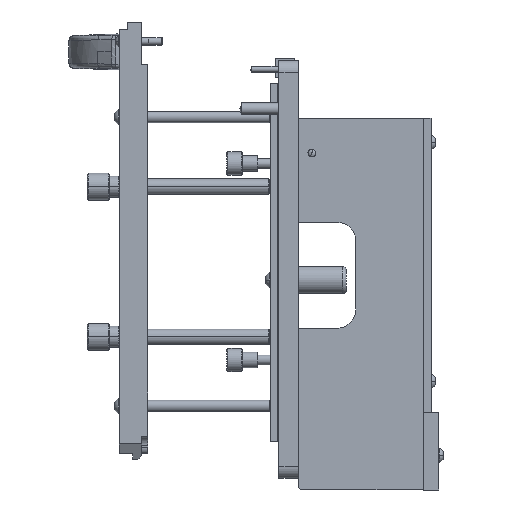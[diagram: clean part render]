
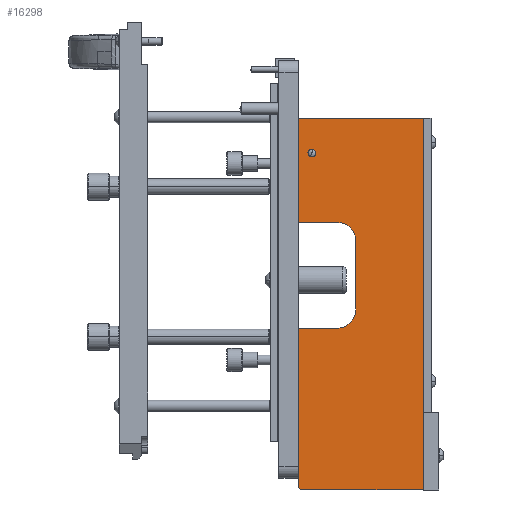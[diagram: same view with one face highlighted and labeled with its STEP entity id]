
A CAD part, left-side view. The second image highlights one B-rep face of the part: STEP entity #16298.
In plain terms, the highlighted face is planar.
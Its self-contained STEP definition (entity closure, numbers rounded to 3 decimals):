
#502 = CIRCLE ( 'NONE', #43240, 2. ) ;
#1612 = EDGE_CURVE ( 'NONE', #39913, #41450, #6724, .T. ) ;
#2076 = AXIS2_PLACEMENT_3D ( 'NONE', #20332, #16461, #31296 ) ;
#2804 = VERTEX_POINT ( 'NONE', #34202 ) ;
#4282 = ORIENTED_EDGE ( 'NONE', *, *, #47871, .F. ) ;
#4768 = EDGE_LOOP ( 'NONE', ( #47036, #41632 ) ) ;
#4959 = CARTESIAN_POINT ( 'NONE',  ( 5., 65., 12.5 ) ) ;
#5010 = EDGE_CURVE ( 'NONE', #32508, #29858, #41885, .T. ) ;
#5445 = VECTOR ( 'NONE', #11904, 1000. ) ;
#5846 = VECTOR ( 'NONE', #12144, 1000. ) ;
#5897 = VECTOR ( 'NONE', #21892, 1000. ) ;
#6309 = LINE ( 'NONE', #24775, #47639 ) ;
#6384 = CARTESIAN_POINT ( 'NONE',  ( 5., 65., 96.5 ) ) ;
#6714 = VERTEX_POINT ( 'NONE', #34404 ) ;
#6724 = CIRCLE ( 'NONE', #2076, 2. ) ;
#6862 = EDGE_CURVE ( 'NONE', #16359, #24892, #26508, .T. ) ;
#7511 = EDGE_CURVE ( 'NONE', #10647, #2804, #34294, .T. ) ;
#7762 = VECTOR ( 'NONE', #45474, 1000. ) ;
#8078 = EDGE_CURVE ( 'NONE', #41450, #39913, #502, .T. ) ;
#8143 = ORIENTED_EDGE ( 'NONE', *, *, #33469, .T. ) ;
#8362 = CARTESIAN_POINT ( 'NONE',  ( 5., 65., 96.5 ) ) ;
#8845 = CARTESIAN_POINT ( 'NONE',  ( 5., 45., 2.5 ) ) ;
#10010 = LINE ( 'NONE', #15283, #34645 ) ;
#10232 = ORIENTED_EDGE ( 'NONE', *, *, #29627, .F. ) ;
#10647 = VERTEX_POINT ( 'NONE', #19846 ) ;
#10731 = DIRECTION ( 'NONE',  ( 0., 0., 1. ) ) ;
#11865 = CARTESIAN_POINT ( 'NONE',  ( 5., 65., -96.5 ) ) ;
#11904 = DIRECTION ( 'NONE',  ( 0., 1., 0. ) ) ;
#12144 = DIRECTION ( 'NONE',  ( 0., -0.5, 0.866 ) ) ;
#12425 = CARTESIAN_POINT ( 'NONE',  ( 5., 57.9, -76.5 ) ) ;
#12567 = ORIENTED_EDGE ( 'NONE', *, *, #47517, .F. ) ;
#12641 = CARTESIAN_POINT ( 'NONE',  ( 5., 65., -42.5 ) ) ;
#13403 = CARTESIAN_POINT ( 'NONE',  ( 5., 63.845, 96.5 ) ) ;
#13857 = LINE ( 'NONE', #22112, #5897 ) ;
#15283 = CARTESIAN_POINT ( 'NONE',  ( 5., 65., 96.5 ) ) ;
#15689 = LINE ( 'NONE', #8362, #25957 ) ;
#15959 = VERTEX_POINT ( 'NONE', #38387 ) ;
#16298 = ADVANCED_FACE ( 'NONE', ( #36798, #22155 ), #32879, .F. ) ;
#16359 = VERTEX_POINT ( 'NONE', #36300 ) ;
#16461 = DIRECTION ( 'NONE',  ( -1., 0., 0. ) ) ;
#17099 = EDGE_CURVE ( 'NONE', #6714, #15959, #37198, .T. ) ;
#17588 = VERTEX_POINT ( 'NONE', #47541 ) ;
#19157 = AXIS2_PLACEMENT_3D ( 'NONE', #35931, #46441, #46697 ) ;
#19846 = CARTESIAN_POINT ( 'NONE',  ( 5., 45., -42.5 ) ) ;
#20332 = CARTESIAN_POINT ( 'NONE',  ( 5., 57.9, -78.5 ) ) ;
#20863 = AXIS2_PLACEMENT_3D ( 'NONE', #8845, #23681, #33991 ) ;
#21453 = DIRECTION ( 'NONE',  ( -1., 0., 0. ) ) ;
#21659 = VERTEX_POINT ( 'NONE', #32942 ) ;
#21892 = DIRECTION ( 'NONE',  ( 0., -1., 0. ) ) ;
#21909 = VECTOR ( 'NONE', #45566, 1000. ) ;
#22112 = CARTESIAN_POINT ( 'NONE',  ( 5., 65., 96.5 ) ) ;
#22155 = FACE_OUTER_BOUND ( 'NONE', #33447, .T. ) ;
#22431 = CARTESIAN_POINT ( 'NONE',  ( 5., 0., 96.5 ) ) ;
#22685 = LINE ( 'NONE', #22431, #21909 ) ;
#23264 = EDGE_CURVE ( 'NONE', #21659, #32508, #45606, .T. ) ;
#23681 = DIRECTION ( 'NONE',  ( 1., 0., 0. ) ) ;
#23900 = DIRECTION ( 'NONE',  ( 0., -1., 0. ) ) ;
#24775 = CARTESIAN_POINT ( 'NONE',  ( 5., 35., 2.5 ) ) ;
#24892 = VERTEX_POINT ( 'NONE', #13403 ) ;
#25957 = VECTOR ( 'NONE', #34405, 1000. ) ;
#26016 = CARTESIAN_POINT ( 'NONE',  ( 5., 65., 94.5 ) ) ;
#26508 = LINE ( 'NONE', #26016, #5846 ) ;
#26642 = ORIENTED_EDGE ( 'NONE', *, *, #23264, .F. ) ;
#27118 = AXIS2_PLACEMENT_3D ( 'NONE', #6384, #21453, #10731 ) ;
#27523 = EDGE_CURVE ( 'NONE', #17588, #15959, #22685, .T. ) ;
#29333 = CARTESIAN_POINT ( 'NONE',  ( 5., 57.9, -78.5 ) ) ;
#29627 = EDGE_CURVE ( 'NONE', #29858, #29878, #6309, .T. ) ;
#29858 = VERTEX_POINT ( 'NONE', #29897 ) ;
#29878 = VERTEX_POINT ( 'NONE', #33755 ) ;
#29897 = CARTESIAN_POINT ( 'NONE',  ( 5., 35., 2.5 ) ) ;
#30996 = DIRECTION ( 'NONE',  ( 0., 0., 1. ) ) ;
#31296 = DIRECTION ( 'NONE',  ( 0., 0., 1. ) ) ;
#31373 = ORIENTED_EDGE ( 'NONE', *, *, #31706, .F. ) ;
#31551 = CARTESIAN_POINT ( 'NONE',  ( 5., 57.9, -80.5 ) ) ;
#31706 = EDGE_CURVE ( 'NONE', #2804, #6714, #15689, .T. ) ;
#32508 = VERTEX_POINT ( 'NONE', #44649 ) ;
#32879 = PLANE ( 'NONE',  #27118 ) ;
#32942 = CARTESIAN_POINT ( 'NONE',  ( 5., 65., 12.5 ) ) ;
#33044 = ORIENTED_EDGE ( 'NONE', *, *, #5010, .F. ) ;
#33447 = EDGE_LOOP ( 'NONE', ( #12567, #34757, #8143, #43421, #40887, #31373, #42497, #4282, #10232, #33044, #26642 ) ) ;
#33469 = EDGE_CURVE ( 'NONE', #24892, #17588, #13857, .T. ) ;
#33755 = CARTESIAN_POINT ( 'NONE',  ( 5., 35., -32.5 ) ) ;
#33991 = DIRECTION ( 'NONE',  ( 0., 0., -1. ) ) ;
#34202 = CARTESIAN_POINT ( 'NONE',  ( 5., 65., -42.5 ) ) ;
#34294 = LINE ( 'NONE', #12641, #5445 ) ;
#34404 = CARTESIAN_POINT ( 'NONE',  ( 5., 65., -96.5 ) ) ;
#34405 = DIRECTION ( 'NONE',  ( 0., 0., -1. ) ) ;
#34645 = VECTOR ( 'NONE', #47771, 1000. ) ;
#34757 = ORIENTED_EDGE ( 'NONE', *, *, #6862, .T. ) ;
#35494 = CIRCLE ( 'NONE', #19157, 10. ) ;
#35931 = CARTESIAN_POINT ( 'NONE',  ( 5., 45., -32.5 ) ) ;
#36300 = CARTESIAN_POINT ( 'NONE',  ( 5., 65., 94.5 ) ) ;
#36798 = FACE_BOUND ( 'NONE', #4768, .T. ) ;
#36824 = VECTOR ( 'NONE', #23900, 1000. ) ;
#37198 = LINE ( 'NONE', #11865, #7762 ) ;
#38003 = DIRECTION ( 'NONE',  ( -1., 0., 0. ) ) ;
#38387 = CARTESIAN_POINT ( 'NONE',  ( 5., 0., -96.5 ) ) ;
#39913 = VERTEX_POINT ( 'NONE', #12425 ) ;
#40887 = ORIENTED_EDGE ( 'NONE', *, *, #17099, .F. ) ;
#41450 = VERTEX_POINT ( 'NONE', #31551 ) ;
#41632 = ORIENTED_EDGE ( 'NONE', *, *, #8078, .T. ) ;
#41885 = CIRCLE ( 'NONE', #20863, 10. ) ;
#42497 = ORIENTED_EDGE ( 'NONE', *, *, #7511, .F. ) ;
#43240 = AXIS2_PLACEMENT_3D ( 'NONE', #29333, #38003, #30996 ) ;
#43421 = ORIENTED_EDGE ( 'NONE', *, *, #27523, .T. ) ;
#44649 = CARTESIAN_POINT ( 'NONE',  ( 5., 45., 12.5 ) ) ;
#45474 = DIRECTION ( 'NONE',  ( 0., -1., 0. ) ) ;
#45566 = DIRECTION ( 'NONE',  ( 0., 0., -1. ) ) ;
#45606 = LINE ( 'NONE', #4959, #36824 ) ;
#46441 = DIRECTION ( 'NONE',  ( 1., 0., 0. ) ) ;
#46697 = DIRECTION ( 'NONE',  ( 0., 0., -1. ) ) ;
#47036 = ORIENTED_EDGE ( 'NONE', *, *, #1612, .T. ) ;
#47517 = EDGE_CURVE ( 'NONE', #16359, #21659, #10010, .T. ) ;
#47541 = CARTESIAN_POINT ( 'NONE',  ( 5., 0., 96.5 ) ) ;
#47639 = VECTOR ( 'NONE', #47934, 1000. ) ;
#47771 = DIRECTION ( 'NONE',  ( 0., 0., -1. ) ) ;
#47871 = EDGE_CURVE ( 'NONE', #29878, #10647, #35494, .T. ) ;
#47934 = DIRECTION ( 'NONE',  ( 0., 0., -1. ) ) ;
